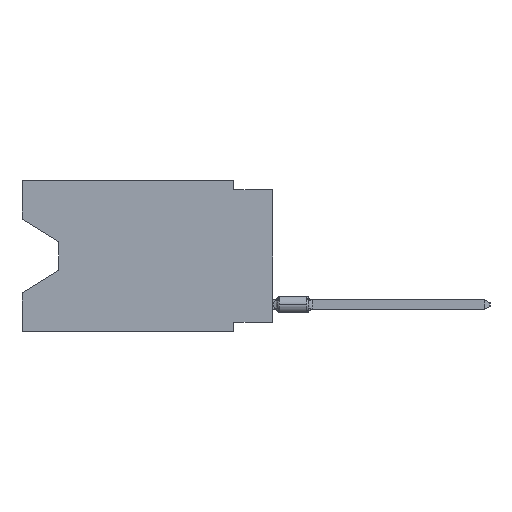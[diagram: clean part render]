
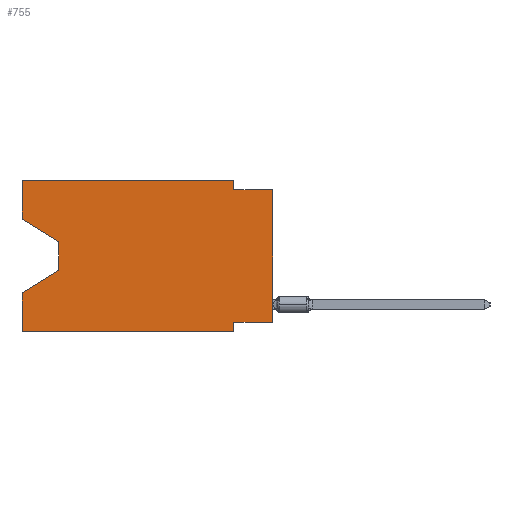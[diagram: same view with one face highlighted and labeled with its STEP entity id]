
A CAD part, left-side view. The second image highlights one B-rep face of the part: STEP entity #755.
In plain terms, the highlighted planar face has unit normal (-1, 0, 0).
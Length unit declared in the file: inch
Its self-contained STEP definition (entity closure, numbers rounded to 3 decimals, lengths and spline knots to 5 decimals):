
#755 = ADVANCED_FACE ( 'NONE', ( #22583 ), #15789, .F. ) ;
#1352 = CARTESIAN_POINT ( 'NONE',  ( 0., 0., -0.025 ) ) ;
#1665 = VECTOR ( 'NONE', #22213, 39.37008 ) ;
#2133 = VERTEX_POINT ( 'NONE', #8730 ) ;
#2655 = DIRECTION ( 'NONE',  ( 0., 0., -1. ) ) ;
#2860 = CARTESIAN_POINT ( 'NONE',  ( 0., 0.645, -0.39 ) ) ;
#3074 = DIRECTION ( 'NONE',  ( 0., 1., 0. ) ) ;
#3518 = ORIENTED_EDGE ( 'NONE', *, *, #16975, .T. ) ;
#4045 = VERTEX_POINT ( 'NONE', #10022 ) ;
#4335 = DIRECTION ( 'NONE',  ( 0., 0., 1. ) ) ;
#4401 = EDGE_CURVE ( 'NONE', #12340, #8555, #7285, .T. ) ;
#5593 = CARTESIAN_POINT ( 'NONE',  ( 0., 0.645, -0.10025 ) ) ;
#5763 = ORIENTED_EDGE ( 'NONE', *, *, #4401, .T. ) ;
#6196 = ORIENTED_EDGE ( 'NONE', *, *, #20531, .T. ) ;
#6366 = ORIENTED_EDGE ( 'NONE', *, *, #12244, .T. ) ;
#6376 = LINE ( 'NONE', #1352, #11625 ) ;
#7285 = LINE ( 'NONE', #2860, #14473 ) ;
#7394 = DIRECTION ( 'NONE',  ( 0., 0., 1. ) ) ;
#7535 = LINE ( 'NONE', #12125, #21612 ) ;
#7898 = EDGE_CURVE ( 'NONE', #4045, #21164, #6376, .T. ) ;
#8555 = VERTEX_POINT ( 'NONE', #14620 ) ;
#8716 = ORIENTED_EDGE ( 'NONE', *, *, #9349, .T. ) ;
#8730 = CARTESIAN_POINT ( 'NONE',  ( 0., 0.55, -0.232 ) ) ;
#8830 = VECTOR ( 'NONE', #25729, 39.37008 ) ;
#8939 = VECTOR ( 'NONE', #25658, 39.37008 ) ;
#8962 = CARTESIAN_POINT ( 'NONE',  ( 0., 0.1, -0.365 ) ) ;
#9119 = DIRECTION ( 'NONE',  ( 1., 0., 0. ) ) ;
#9183 = ORIENTED_EDGE ( 'NONE', *, *, #11222, .F. ) ;
#9288 = VERTEX_POINT ( 'NONE', #12899 ) ;
#9349 = EDGE_CURVE ( 'NONE', #18626, #21164, #22072, .T. ) ;
#9408 = VERTEX_POINT ( 'NONE', #26964 ) ;
#10022 = CARTESIAN_POINT ( 'NONE',  ( 0., 0.1, -0.025 ) ) ;
#10672 = LINE ( 'NONE', #12894, #20803 ) ;
#11127 = ORIENTED_EDGE ( 'NONE', *, *, #7898, .F. ) ;
#11222 = EDGE_CURVE ( 'NONE', #20865, #8555, #14490, .T. ) ;
#11391 = CARTESIAN_POINT ( 'NONE',  ( 0., 0.645, -0.39 ) ) ;
#11392 = CARTESIAN_POINT ( 'NONE',  ( 0., 0.645, 0. ) ) ;
#11625 = VECTOR ( 'NONE', #23844, 39.37008 ) ;
#11667 = CARTESIAN_POINT ( 'NONE',  ( 0., 0., -0.365 ) ) ;
#12125 = CARTESIAN_POINT ( 'NONE',  ( 0., 0.1, 0. ) ) ;
#12244 = EDGE_CURVE ( 'NONE', #13056, #2133, #27671, .T. ) ;
#12340 = VERTEX_POINT ( 'NONE', #11391 ) ;
#12527 = VECTOR ( 'NONE', #3074, 39.37008 ) ;
#12894 = CARTESIAN_POINT ( 'NONE',  ( 0., 0.645, 0. ) ) ;
#12899 = CARTESIAN_POINT ( 'NONE',  ( 0., 0.645, -0.10025 ) ) ;
#13056 = VERTEX_POINT ( 'NONE', #23524 ) ;
#13243 = VECTOR ( 'NONE', #18787, 39.37008 ) ;
#13826 = EDGE_CURVE ( 'NONE', #12340, #9408, #28021, .T. ) ;
#14058 = ORIENTED_EDGE ( 'NONE', *, *, #24351, .F. ) ;
#14079 = EDGE_CURVE ( 'NONE', #21148, #16753, #10672, .T. ) ;
#14445 = VECTOR ( 'NONE', #4335, 39.37008 ) ;
#14473 = VECTOR ( 'NONE', #23281, 39.37008 ) ;
#14490 = LINE ( 'NONE', #18940, #8830 ) ;
#14620 = CARTESIAN_POINT ( 'NONE',  ( 0., 0.1, -0.39 ) ) ;
#15224 = ORIENTED_EDGE ( 'NONE', *, *, #14079, .F. ) ;
#15789 = PLANE ( 'NONE',  #17552 ) ;
#16276 = DIRECTION ( 'NONE',  ( 0., 0., -1. ) ) ;
#16637 = CARTESIAN_POINT ( 'NONE',  ( 0., 0.645, 0. ) ) ;
#16753 = VERTEX_POINT ( 'NONE', #22038 ) ;
#16975 = EDGE_CURVE ( 'NONE', #9288, #13056, #25874, .T. ) ;
#17539 = CARTESIAN_POINT ( 'NONE',  ( 0., 0.645, 0. ) ) ;
#17552 = AXIS2_PLACEMENT_3D ( 'NONE', #22432, #9119, #20516 ) ;
#17782 = LINE ( 'NONE', #22496, #1665 ) ;
#18626 = VERTEX_POINT ( 'NONE', #28635 ) ;
#18787 = DIRECTION ( 'NONE',  ( 0., -0.855, -0.519 ) ) ;
#18940 = CARTESIAN_POINT ( 'NONE',  ( 0., 0.1, -0.39 ) ) ;
#19129 = EDGE_CURVE ( 'NONE', #9288, #21148, #27672, .T. ) ;
#20516 = DIRECTION ( 'NONE',  ( 0., 0., -1. ) ) ;
#20531 = EDGE_CURVE ( 'NONE', #2133, #9408, #17782, .T. ) ;
#20803 = VECTOR ( 'NONE', #21921, 39.37008 ) ;
#20865 = VERTEX_POINT ( 'NONE', #8962 ) ;
#21148 = VERTEX_POINT ( 'NONE', #17539 ) ;
#21164 = VERTEX_POINT ( 'NONE', #28756 ) ;
#21612 = VECTOR ( 'NONE', #16276, 39.37008 ) ;
#21921 = DIRECTION ( 'NONE',  ( 0., -1., 0. ) ) ;
#22038 = CARTESIAN_POINT ( 'NONE',  ( 0., 0.1, 0. ) ) ;
#22072 = LINE ( 'NONE', #28586, #14445 ) ;
#22197 = EDGE_CURVE ( 'NONE', #18626, #20865, #25864, .T. ) ;
#22213 = DIRECTION ( 'NONE',  ( 0., 0.855, -0.519 ) ) ;
#22432 = CARTESIAN_POINT ( 'NONE',  ( 0., 0.645, 0. ) ) ;
#22496 = CARTESIAN_POINT ( 'NONE',  ( 0., 0.55, -0.232 ) ) ;
#22583 = FACE_OUTER_BOUND ( 'NONE', #29069, .T. ) ;
#23281 = DIRECTION ( 'NONE',  ( 0., -1., 0. ) ) ;
#23524 = CARTESIAN_POINT ( 'NONE',  ( 0., 0.55, -0.158 ) ) ;
#23844 = DIRECTION ( 'NONE',  ( 0., -1., 0. ) ) ;
#24103 = ORIENTED_EDGE ( 'NONE', *, *, #19129, .F. ) ;
#24351 = EDGE_CURVE ( 'NONE', #16753, #4045, #7535, .T. ) ;
#24989 = ORIENTED_EDGE ( 'NONE', *, *, #22197, .F. ) ;
#25658 = DIRECTION ( 'NONE',  ( 0., 0., 1. ) ) ;
#25729 = DIRECTION ( 'NONE',  ( 0., 0., -1. ) ) ;
#25864 = LINE ( 'NONE', #11667, #12527 ) ;
#25874 = LINE ( 'NONE', #5593, #13243 ) ;
#26964 = CARTESIAN_POINT ( 'NONE',  ( 0., 0.645, -0.28975 ) ) ;
#26976 = ORIENTED_EDGE ( 'NONE', *, *, #13826, .F. ) ;
#27223 = CARTESIAN_POINT ( 'NONE',  ( 0., 0.55, -0.158 ) ) ;
#27322 = VECTOR ( 'NONE', #2655, 39.37008 ) ;
#27534 = VECTOR ( 'NONE', #7394, 39.37008 ) ;
#27671 = LINE ( 'NONE', #27223, #27322 ) ;
#27672 = LINE ( 'NONE', #11392, #27534 ) ;
#28021 = LINE ( 'NONE', #16637, #8939 ) ;
#28586 = CARTESIAN_POINT ( 'NONE',  ( 0., 0., 0. ) ) ;
#28635 = CARTESIAN_POINT ( 'NONE',  ( 0., 0., -0.365 ) ) ;
#28756 = CARTESIAN_POINT ( 'NONE',  ( 0., 0., -0.025 ) ) ;
#29069 = EDGE_LOOP ( 'NONE', ( #3518, #6366, #6196, #26976, #5763, #9183, #24989, #8716, #11127, #14058, #15224, #24103 ) ) ;
